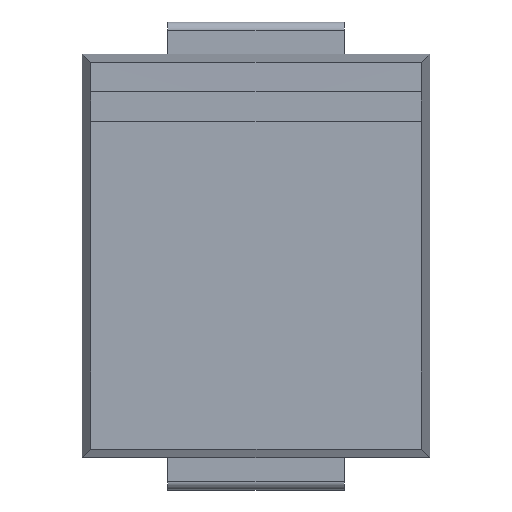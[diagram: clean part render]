
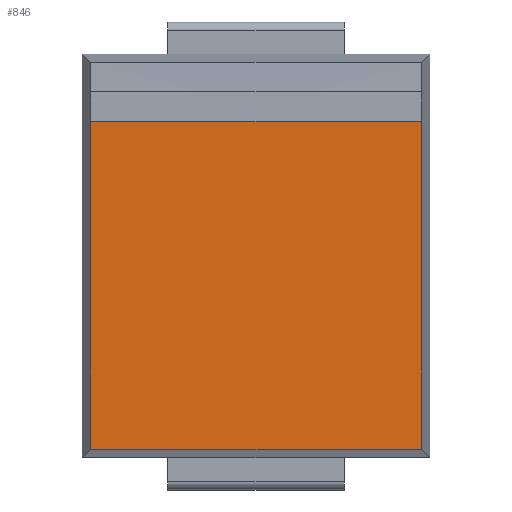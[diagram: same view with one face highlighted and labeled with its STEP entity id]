
A CAD part, top view. The second image highlights one B-rep face of the part: STEP entity #846.
In plain terms, the highlighted planar face has unit normal (0, 0, 1).
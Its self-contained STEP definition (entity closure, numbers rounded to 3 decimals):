
#19=FACE_OUTER_BOUND('',#63,.T.);
#63=EDGE_LOOP('',(#542,#543,#544,#545));
#108=LINE('',#1192,#220);
#109=LINE('',#1193,#221);
#110=LINE('',#1194,#222);
#220=VECTOR('',#969,1000.);
#221=VECTOR('',#970,1000.);
#222=VECTOR('',#971,1000.);
#330=CIRCLE('',#904,2104.817);
#340=VERTEX_POINT('',#1181);
#341=VERTEX_POINT('',#1182);
#344=VERTEX_POINT('',#1190);
#345=VERTEX_POINT('',#1191);
#416=EDGE_CURVE('',#340,#341,#330,.T.);
#420=EDGE_CURVE('',#344,#345,#108,.T.);
#421=EDGE_CURVE('',#340,#344,#109,.T.);
#422=EDGE_CURVE('',#345,#341,#110,.T.);
#542=ORIENTED_EDGE('',*,*,#420,.F.);
#543=ORIENTED_EDGE('',*,*,#421,.F.);
#544=ORIENTED_EDGE('',*,*,#416,.T.);
#545=ORIENTED_EDGE('',*,*,#422,.F.);
#783=PLANE('',#906);
#846=ADVANCED_FACE('',(#19),#783,.T.);
#904=AXIS2_PLACEMENT_3D('',#1183,#961,#962);
#906=AXIS2_PLACEMENT_3D('',#1189,#967,#968);
#961=DIRECTION('center_axis',(0.,1.,0.));
#962=DIRECTION('ref_axis',(-0.001,0.,-1.));
#967=DIRECTION('center_axis',(0.,0.,1.));
#968=DIRECTION('ref_axis',(1.,0.,0.));
#969=DIRECTION('',(-1.,0.,0.));
#970=DIRECTION('',(0.,-1.,0.));
#971=DIRECTION('',(0.,1.,0.));
#1181=CARTESIAN_POINT('',(2.809,2.286,1.002));
#1182=CARTESIAN_POINT('',(-2.809,2.286,1.002));
#1183=CARTESIAN_POINT('Origin',(0.,2.286,2105.818));
#1189=CARTESIAN_POINT('Origin',(0.,0.,1.));
#1190=CARTESIAN_POINT('',(2.809,-3.286,1.));
#1191=CARTESIAN_POINT('',(-2.809,-3.286,1.));
#1192=CARTESIAN_POINT('',(0.,-3.286,1.));
#1193=CARTESIAN_POINT('',(2.809,0.,1.));
#1194=CARTESIAN_POINT('',(-2.809,0.,1.));
